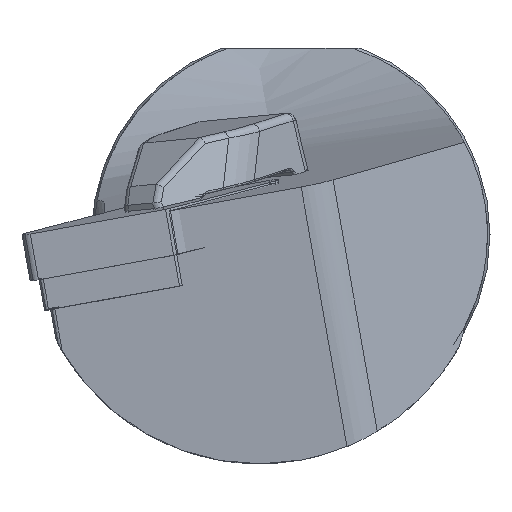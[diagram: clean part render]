
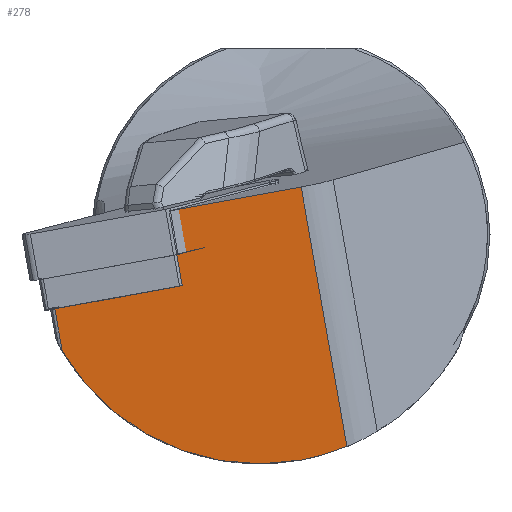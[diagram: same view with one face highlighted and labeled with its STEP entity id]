
A CAD part, left-side view. The second image highlights one B-rep face of the part: STEP entity #278.
In plain terms, the highlighted planar face has unit normal (-0.993, -0.069, -0.094).
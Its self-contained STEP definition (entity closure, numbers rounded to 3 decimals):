
#193=ELLIPSE('',#1835,23.158,23.);
#241=B_SPLINE_CURVE_WITH_KNOTS('',3,(#2634,#2635,#2636,#2637,#2638,#2639,
#2640),.UNSPECIFIED.,.F.,.F.,(4,3,4),(0.,0.084,1.),
 .UNSPECIFIED.);
#278=ADVANCED_FACE('',(#419),#381,.F.);
#381=PLANE('',#1839);
#419=FACE_OUTER_BOUND('',#518,.T.);
#518=EDGE_LOOP('',(#883,#884,#885,#886,#887,#888,#889));
#632=LINE('',#2556,#747);
#636=LINE('',#2628,#751);
#637=LINE('',#2631,#752);
#638=LINE('',#2632,#753);
#639=LINE('',#2641,#754);
#747=VECTOR('',#2041,1.);
#751=VECTOR('',#2059,1.);
#752=VECTOR('',#2060,1.);
#753=VECTOR('',#2061,1.);
#754=VECTOR('',#2062,1.);
#883=ORIENTED_EDGE('',*,*,#1542,.T.);
#884=ORIENTED_EDGE('',*,*,#1543,.F.);
#885=ORIENTED_EDGE('',*,*,#1534,.T.);
#886=ORIENTED_EDGE('',*,*,#1544,.T.);
#887=ORIENTED_EDGE('',*,*,#1545,.T.);
#888=ORIENTED_EDGE('',*,*,#1529,.T.);
#889=ORIENTED_EDGE('',*,*,#1546,.T.);
#1368=VERTEX_POINT('',#2555);
#1369=VERTEX_POINT('',#2557);
#1373=VERTEX_POINT('',#2575);
#1374=VERTEX_POINT('',#2577);
#1380=VERTEX_POINT('',#2629);
#1381=VERTEX_POINT('',#2630);
#1382=VERTEX_POINT('',#2633);
#1529=EDGE_CURVE('',#1369,#1368,#632,.T.);
#1534=EDGE_CURVE('',#1374,#1373,#193,.T.);
#1542=EDGE_CURVE('',#1380,#1381,#636,.T.);
#1543=EDGE_CURVE('',#1374,#1381,#637,.T.);
#1544=EDGE_CURVE('',#1373,#1382,#638,.T.);
#1545=EDGE_CURVE('',#1382,#1369,#241,.T.);
#1546=EDGE_CURVE('',#1368,#1380,#639,.T.);
#1835=AXIS2_PLACEMENT_3D('',#2576,#2048,#2049);
#1839=AXIS2_PLACEMENT_3D('',#2642,#2063,#2064);
#2041=DIRECTION('',(0.105,-0.173,-0.979));
#2048=DIRECTION('',(-0.993,-0.069,-0.094));
#2049=DIRECTION('',(-0.117,0.589,0.8));
#2059=DIRECTION('',(-0.051,0.983,-0.179));
#2060=DIRECTION('',(-0.105,0.173,0.979));
#2061=DIRECTION('',(-0.105,0.173,0.979));
#2062=DIRECTION('',(0.105,-0.173,-0.979));
#2063=DIRECTION('',(0.993,0.069,0.094));
#2064=DIRECTION('',(0.094,0.,-0.996));
#2555=CARTESIAN_POINT('',(1.986,11.458,-1.973));
#2556=CARTESIAN_POINT('',(-1.48,17.184,30.5));
#2557=CARTESIAN_POINT('',(1.519,12.228,2.395));
#2575=CARTESIAN_POINT('',(4.996,-5.63,-21.258));
#2576=CARTESIAN_POINT('',(2.377,3.15,0.));
#2577=CARTESIAN_POINT('',(2.104,22.954,-11.696));
#2628=CARTESIAN_POINT('',(3.013,-2.353,-2.675));
#2629=CARTESIAN_POINT('',(2.318,10.909,-5.087));
#2630=CARTESIAN_POINT('',(1.647,23.709,-7.416));
#2631=CARTESIAN_POINT('',(-49.162,107.653,468.656));
#2632=CARTESIAN_POINT('',(-47.796,81.591,473.397));
#2633=CARTESIAN_POINT('',(2.214,-1.034,4.808));
#2634=CARTESIAN_POINT('',(2.214,-1.034,4.808));
#2635=CARTESIAN_POINT('',(2.195,-0.664,4.741));
#2636=CARTESIAN_POINT('',(2.176,-0.294,4.673));
#2637=CARTESIAN_POINT('',(2.156,0.076,4.606));
#2638=CARTESIAN_POINT('',(1.944,4.127,3.869));
#2639=CARTESIAN_POINT('',(1.732,8.178,3.132));
#2640=CARTESIAN_POINT('',(1.519,12.228,2.395));
#2641=CARTESIAN_POINT('',(-1.48,17.184,30.5));
#2642=CARTESIAN_POINT('',(-47.796,81.591,473.397));
